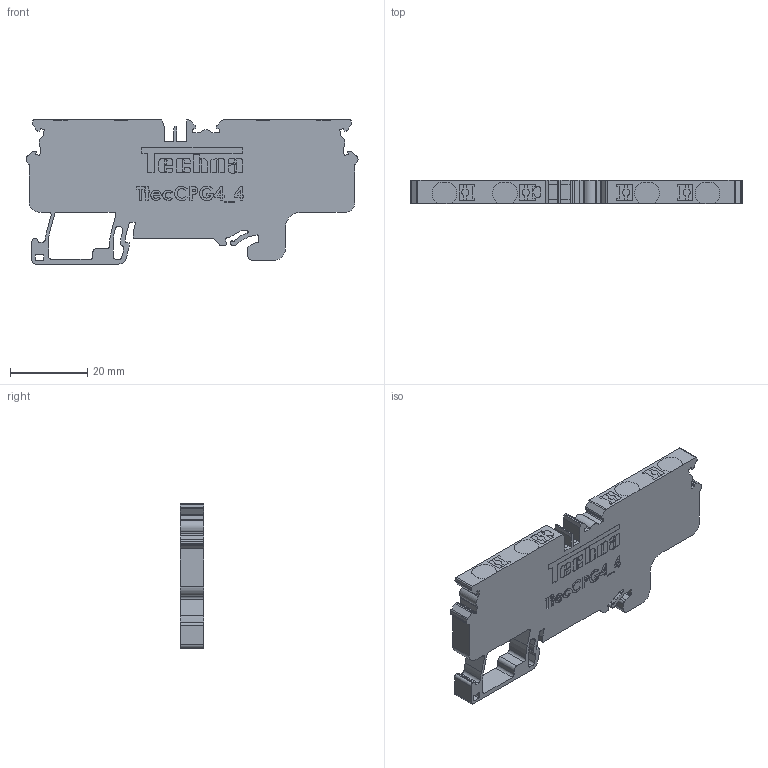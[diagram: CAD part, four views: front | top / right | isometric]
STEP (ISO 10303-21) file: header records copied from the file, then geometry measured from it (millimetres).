
FILE_DESCRIPTION (( 'STEP AP214' ), '1' );
FILE_NAME ('TtecCPG4_4.STEP', '2020-07-03T09:04:59', ( '' ), ( '' ), 'SwSTEP 2.0', 'SolidWorks 2020', '' );
FILE_SCHEMA (( 'AUTOMOTIVE_DESIGN' ));
Length unit declared in the file: millimetre
Products named in the file (1): TtecCPG4_4
Bounding box: 86.2 x 6 x 37.4 mm (x, y, z)
Volume: 14087.4 mm3; surface area: 7225.3 mm2
Topology: 1 solids, 1 shells, 871 faces, 2469 edges, 1648 vertices
Faces by surface type: plane 505, cylinder 281, bspline 85
Entity records: 38739 total; most frequent: CARTESIAN_POINT 10319, ORIENTED_EDGE 4938, DIRECTION 4437, EDGE_CURVE 2469, VECTOR 1737, LINE 1737, VERTEX_POINT 1648, AXIS2_PLACEMENT_3D 1350
